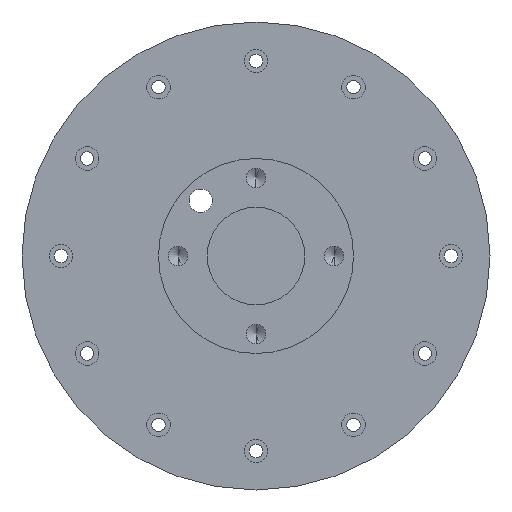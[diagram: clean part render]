
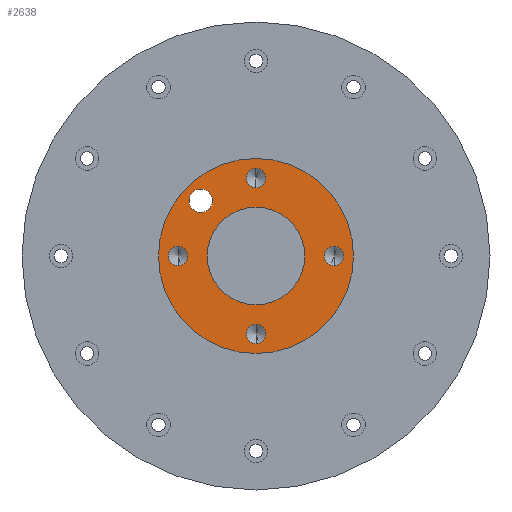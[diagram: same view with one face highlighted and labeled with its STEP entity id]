
A CAD part, left-side view. The second image highlights one B-rep face of the part: STEP entity #2638.
In plain terms, the highlighted planar face has unit normal (-1, 0, 0).
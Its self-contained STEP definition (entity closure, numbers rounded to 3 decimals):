
#52 = VERTEX_POINT ( 'NONE', #2375 ) ;
#63 = DIRECTION ( 'NONE',  ( -1., 0., 0. ) ) ;
#70 = VERTEX_POINT ( 'NONE', #1065 ) ;
#76 = DIRECTION ( 'NONE',  ( -1., 0., 0. ) ) ;
#103 = FACE_BOUND ( 'NONE', #2773, .T. ) ;
#156 = AXIS2_PLACEMENT_3D ( 'NONE', #303, #63, #1583 ) ;
#184 = ORIENTED_EDGE ( 'NONE', *, *, #1291, .F. ) ;
#259 = DIRECTION ( 'NONE',  ( 0., 0., -1. ) ) ;
#292 = ORIENTED_EDGE ( 'NONE', *, *, #744, .T. ) ;
#303 = CARTESIAN_POINT ( 'NONE',  ( -20., 14.142, 14.142 ) ) ;
#364 = AXIS2_PLACEMENT_3D ( 'NONE', #2481, #934, #2697 ) ;
#372 = CIRCLE ( 'NONE', #1336, 2.5 ) ;
#389 = VERTEX_POINT ( 'NONE', #2241 ) ;
#414 = DIRECTION ( 'NONE',  ( -1., 0., 0. ) ) ;
#415 = VERTEX_POINT ( 'NONE', #1195 ) ;
#422 = DIRECTION ( 'NONE',  ( -1., 0., 0. ) ) ;
#451 = ORIENTED_EDGE ( 'NONE', *, *, #2073, .F. ) ;
#470 = DIRECTION ( 'NONE',  ( 1., 0., 0. ) ) ;
#476 = VERTEX_POINT ( 'NONE', #1870 ) ;
#496 = ORIENTED_EDGE ( 'NONE', *, *, #649, .F. ) ;
#510 = FACE_BOUND ( 'NONE', #2539, .T. ) ;
#512 = DIRECTION ( 'NONE',  ( -1., 0., 0. ) ) ;
#528 = DIRECTION ( 'NONE',  ( 0., 0., 1. ) ) ;
#546 = CIRCLE ( 'NONE', #718, 2.5 ) ;
#552 = ORIENTED_EDGE ( 'NONE', *, *, #1534, .F. ) ;
#610 = CARTESIAN_POINT ( 'NONE',  ( -20., 0., 0. ) ) ;
#622 = DIRECTION ( 'NONE',  ( 0., 0., 1. ) ) ;
#630 = DIRECTION ( 'NONE',  ( 0., 0., 1. ) ) ;
#643 = CARTESIAN_POINT ( 'NONE',  ( -20., 14.142, 11.142 ) ) ;
#649 = EDGE_CURVE ( 'NONE', #1796, #389, #2372, .T. ) ;
#668 = EDGE_CURVE ( 'NONE', #52, #1825, #980, .T. ) ;
#718 = AXIS2_PLACEMENT_3D ( 'NONE', #1718, #414, #630 ) ;
#737 = CARTESIAN_POINT ( 'NONE',  ( -20., 25., 0. ) ) ;
#744 = EDGE_CURVE ( 'NONE', #898, #1450, #1383, .T. ) ;
#745 = PLANE ( 'NONE',  #2527 ) ;
#779 = CARTESIAN_POINT ( 'NONE',  ( -20., 0., -22.5 ) ) ;
#799 = CIRCLE ( 'NONE', #2434, 2.5 ) ;
#826 = ORIENTED_EDGE ( 'NONE', *, *, #2075, .F. ) ;
#890 = CARTESIAN_POINT ( 'NONE',  ( -20., 0., 12.5 ) ) ;
#892 = EDGE_CURVE ( 'NONE', #1099, #415, #799, .T. ) ;
#898 = VERTEX_POINT ( 'NONE', #890 ) ;
#910 = FACE_BOUND ( 'NONE', #2013, .T. ) ;
#922 = CARTESIAN_POINT ( 'NONE',  ( -20., 14.142, 17.142 ) ) ;
#924 = CIRCLE ( 'NONE', #2525, 2.5 ) ;
#934 = DIRECTION ( 'NONE',  ( 1., 0., 0. ) ) ;
#971 = DIRECTION ( 'NONE',  ( -1., 0., 0. ) ) ;
#980 = CIRCLE ( 'NONE', #2340, 2.5 ) ;
#985 = CARTESIAN_POINT ( 'NONE',  ( -20., 0., 20. ) ) ;
#1052 = CARTESIAN_POINT ( 'NONE',  ( -20., 20., 0. ) ) ;
#1065 = CARTESIAN_POINT ( 'NONE',  ( -20., -20., 2.5 ) ) ;
#1099 = VERTEX_POINT ( 'NONE', #779 ) ;
#1101 = CIRCLE ( 'NONE', #1779, 12.5 ) ;
#1111 = DIRECTION ( 'NONE',  ( 0., 0., 1. ) ) ;
#1117 = DIRECTION ( 'NONE',  ( 1., 0., 0. ) ) ;
#1118 = CARTESIAN_POINT ( 'NONE',  ( -20., 0., 0. ) ) ;
#1128 = EDGE_LOOP ( 'NONE', ( #2662, #1323 ) ) ;
#1132 = AXIS2_PLACEMENT_3D ( 'NONE', #1384, #76, #528 ) ;
#1138 = CARTESIAN_POINT ( 'NONE',  ( -20., -20., -2.5 ) ) ;
#1141 = CIRCLE ( 'NONE', #156, 3. ) ;
#1178 = DIRECTION ( 'NONE',  ( 0., 0., 1. ) ) ;
#1188 = CARTESIAN_POINT ( 'NONE',  ( -20., 14.142, 14.142 ) ) ;
#1194 = DIRECTION ( 'NONE',  ( 0., 0., 1. ) ) ;
#1195 = CARTESIAN_POINT ( 'NONE',  ( -20., 0., -17.5 ) ) ;
#1199 = ORIENTED_EDGE ( 'NONE', *, *, #1203, .F. ) ;
#1203 = EDGE_CURVE ( 'NONE', #476, #1980, #2293, .T. ) ;
#1217 = AXIS2_PLACEMENT_3D ( 'NONE', #1188, #971, #1636 ) ;
#1223 = CIRCLE ( 'NONE', #1217, 3. ) ;
#1231 = ORIENTED_EDGE ( 'NONE', *, *, #1929, .T. ) ;
#1291 = EDGE_CURVE ( 'NONE', #389, #1796, #924, .T. ) ;
#1311 = CIRCLE ( 'NONE', #364, 25. ) ;
#1323 = ORIENTED_EDGE ( 'NONE', *, *, #1432, .F. ) ;
#1333 = VERTEX_POINT ( 'NONE', #922 ) ;
#1336 = AXIS2_PLACEMENT_3D ( 'NONE', #1729, #422, #1943 ) ;
#1383 = CIRCLE ( 'NONE', #2491, 12.5 ) ;
#1384 = CARTESIAN_POINT ( 'NONE',  ( -20., -20., 0. ) ) ;
#1406 = CARTESIAN_POINT ( 'NONE',  ( -20., 0., -12.5 ) ) ;
#1414 = DIRECTION ( 'NONE',  ( 0., 0., 1. ) ) ;
#1432 = EDGE_CURVE ( 'NONE', #1825, #52, #2833, .T. ) ;
#1450 = VERTEX_POINT ( 'NONE', #1406 ) ;
#1489 = FACE_BOUND ( 'NONE', #2708, .T. ) ;
#1526 = CARTESIAN_POINT ( 'NONE',  ( -20., 20., 2.5 ) ) ;
#1534 = EDGE_CURVE ( 'NONE', #2080, #70, #372, .T. ) ;
#1545 = EDGE_LOOP ( 'NONE', ( #826, #1199 ) ) ;
#1583 = DIRECTION ( 'NONE',  ( 0., 0., 1. ) ) ;
#1593 = CIRCLE ( 'NONE', #1132, 2.5 ) ;
#1636 = DIRECTION ( 'NONE',  ( 0., 0., 1. ) ) ;
#1640 = FACE_BOUND ( 'NONE', #1128, .T. ) ;
#1679 = DIRECTION ( 'NONE',  ( 0., 0., -1. ) ) ;
#1694 = CARTESIAN_POINT ( 'NONE',  ( -20., 0., 20. ) ) ;
#1718 = CARTESIAN_POINT ( 'NONE',  ( -20., 0., -20. ) ) ;
#1729 = CARTESIAN_POINT ( 'NONE',  ( -20., -20., 0. ) ) ;
#1739 = AXIS2_PLACEMENT_3D ( 'NONE', #2425, #1117, #259 ) ;
#1765 = CARTESIAN_POINT ( 'NONE',  ( -20., 0., -20. ) ) ;
#1779 = AXIS2_PLACEMENT_3D ( 'NONE', #1118, #470, #2214 ) ;
#1796 = VERTEX_POINT ( 'NONE', #1526 ) ;
#1825 = VERTEX_POINT ( 'NONE', #2815 ) ;
#1863 = VERTEX_POINT ( 'NONE', #643 ) ;
#1870 = CARTESIAN_POINT ( 'NONE',  ( -20., 0., 25. ) ) ;
#1928 = DIRECTION ( 'NONE',  ( -1., 0., 0. ) ) ;
#1929 = EDGE_CURVE ( 'NONE', #1450, #898, #1101, .T. ) ;
#1943 = DIRECTION ( 'NONE',  ( 0., 0., 1. ) ) ;
#1970 = CARTESIAN_POINT ( 'NONE',  ( -20., 0., -25. ) ) ;
#1980 = VERTEX_POINT ( 'NONE', #1970 ) ;
#2013 = EDGE_LOOP ( 'NONE', ( #1231, #292 ) ) ;
#2022 = CARTESIAN_POINT ( 'NONE',  ( -20., 20., 0. ) ) ;
#2067 = DIRECTION ( 'NONE',  ( -1., 0., 0. ) ) ;
#2073 = EDGE_CURVE ( 'NONE', #1333, #1863, #1141, .T. ) ;
#2075 = EDGE_CURVE ( 'NONE', #1980, #476, #1311, .T. ) ;
#2080 = VERTEX_POINT ( 'NONE', #1138 ) ;
#2105 = EDGE_CURVE ( 'NONE', #70, #2080, #1593, .T. ) ;
#2109 = ORIENTED_EDGE ( 'NONE', *, *, #2105, .F. ) ;
#2131 = DIRECTION ( 'NONE',  ( 1., 0., 0. ) ) ;
#2139 = DIRECTION ( 'NONE',  ( -1., 0., 0. ) ) ;
#2214 = DIRECTION ( 'NONE',  ( 0., 0., -1. ) ) ;
#2241 = CARTESIAN_POINT ( 'NONE',  ( -20., 20., -2.5 ) ) ;
#2282 = FACE_BOUND ( 'NONE', #2710, .T. ) ;
#2287 = AXIS2_PLACEMENT_3D ( 'NONE', #1052, #1928, #622 ) ;
#2293 = CIRCLE ( 'NONE', #1739, 25. ) ;
#2340 = AXIS2_PLACEMENT_3D ( 'NONE', #1694, #2139, #2772 ) ;
#2372 = CIRCLE ( 'NONE', #2287, 2.5 ) ;
#2375 = CARTESIAN_POINT ( 'NONE',  ( -20., 0., 22.5 ) ) ;
#2385 = ORIENTED_EDGE ( 'NONE', *, *, #2795, .F. ) ;
#2417 = DIRECTION ( 'NONE',  ( -1., 0., 0. ) ) ;
#2425 = CARTESIAN_POINT ( 'NONE',  ( -20., 0., 0. ) ) ;
#2432 = ORIENTED_EDGE ( 'NONE', *, *, #892, .F. ) ;
#2434 = AXIS2_PLACEMENT_3D ( 'NONE', #1765, #2417, #1111 ) ;
#2448 = EDGE_CURVE ( 'NONE', #415, #1099, #546, .T. ) ;
#2467 = ORIENTED_EDGE ( 'NONE', *, *, #2448, .F. ) ;
#2481 = CARTESIAN_POINT ( 'NONE',  ( -20., 0., 0. ) ) ;
#2491 = AXIS2_PLACEMENT_3D ( 'NONE', #610, #2131, #1679 ) ;
#2525 = AXIS2_PLACEMENT_3D ( 'NONE', #2022, #2716, #1414 ) ;
#2527 = AXIS2_PLACEMENT_3D ( 'NONE', #737, #512, #1178 ) ;
#2539 = EDGE_LOOP ( 'NONE', ( #2467, #2432 ) ) ;
#2555 = AXIS2_PLACEMENT_3D ( 'NONE', #985, #2067, #1194 ) ;
#2579 = FACE_OUTER_BOUND ( 'NONE', #1545, .T. ) ;
#2638 = ADVANCED_FACE ( 'NONE', ( #103, #2282, #1640, #1489, #510, #910, #2579 ), #745, .T. ) ;
#2662 = ORIENTED_EDGE ( 'NONE', *, *, #668, .F. ) ;
#2697 = DIRECTION ( 'NONE',  ( 0., 0., -1. ) ) ;
#2708 = EDGE_LOOP ( 'NONE', ( #2109, #552 ) ) ;
#2710 = EDGE_LOOP ( 'NONE', ( #496, #184 ) ) ;
#2716 = DIRECTION ( 'NONE',  ( -1., 0., 0. ) ) ;
#2772 = DIRECTION ( 'NONE',  ( 0., 0., 1. ) ) ;
#2773 = EDGE_LOOP ( 'NONE', ( #451, #2385 ) ) ;
#2795 = EDGE_CURVE ( 'NONE', #1863, #1333, #1223, .T. ) ;
#2815 = CARTESIAN_POINT ( 'NONE',  ( -20., 0., 17.5 ) ) ;
#2833 = CIRCLE ( 'NONE', #2555, 2.5 ) ;
